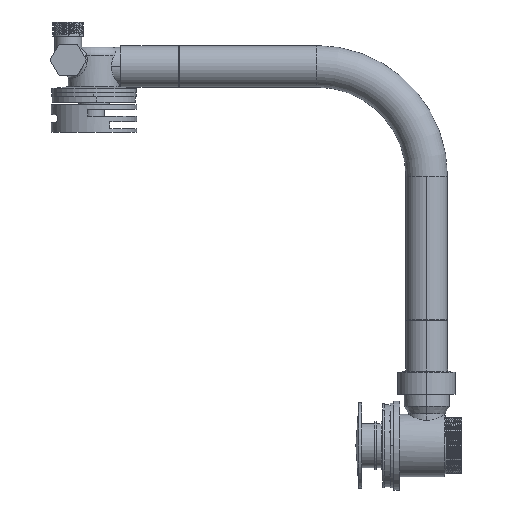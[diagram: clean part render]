
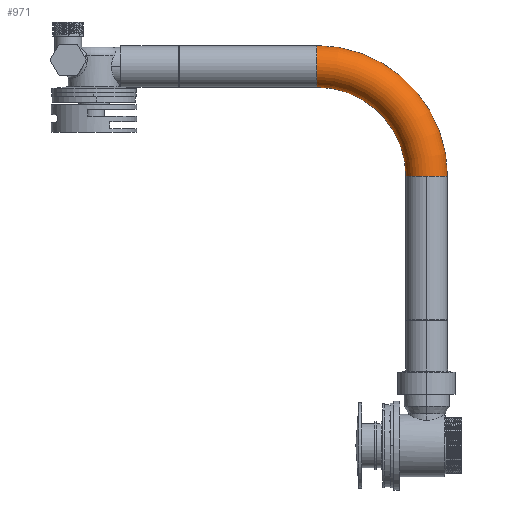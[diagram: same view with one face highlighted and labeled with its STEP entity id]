
A CAD part, left-side view. The second image highlights one B-rep face of the part: STEP entity #971.
In plain terms, the highlighted toroidal (fillet/blend) face has major radius 90 mm and minor radius 17 mm.
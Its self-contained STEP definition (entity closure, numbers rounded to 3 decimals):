
#910 = EDGE_CURVE ( 'NONE', #17091, #42043, #37831, .T. ) ;
#971 = ADVANCED_FACE ( 'NONE', ( #7638 ), #23162, .T. ) ;
#3671 = AXIS2_PLACEMENT_3D ( 'NONE', #32080, #8416, #4486 ) ;
#3720 = ORIENTED_EDGE ( 'NONE', *, *, #18869, .T. ) ;
#4486 = DIRECTION ( 'NONE',  ( 0., 0., -1. ) ) ;
#5001 = DIRECTION ( 'NONE',  ( 1., 0., 0. ) ) ;
#5063 = AXIS2_PLACEMENT_3D ( 'NONE', #29385, #11852, #42756 ) ;
#7126 = VERTEX_POINT ( 'NONE', #26383 ) ;
#7638 = FACE_OUTER_BOUND ( 'NONE', #40270, .T. ) ;
#8138 = ORIENTED_EDGE ( 'NONE', *, *, #29138, .T. ) ;
#8328 = CARTESIAN_POINT ( 'NONE',  ( 0., -160., -17. ) ) ;
#8416 = DIRECTION ( 'NONE',  ( 1., 0., 0. ) ) ;
#8915 = EDGE_CURVE ( 'NONE', #16011, #17091, #16274, .T. ) ;
#10681 = EDGE_CURVE ( 'NONE', #22644, #7126, #26118, .T. ) ;
#11852 = DIRECTION ( 'NONE',  ( 0., 1., 0. ) ) ;
#16011 = VERTEX_POINT ( 'NONE', #8328 ) ;
#16274 = CIRCLE ( 'NONE', #5063, 17. ) ;
#16290 = CIRCLE ( 'NONE', #3671, 73. ) ;
#16340 = AXIS2_PLACEMENT_3D ( 'NONE', #41149, #37852, #21213 ) ;
#17091 = VERTEX_POINT ( 'NONE', #20320 ) ;
#18375 = DIRECTION ( 'NONE',  ( 0., 0., -1. ) ) ;
#18869 = EDGE_CURVE ( 'NONE', #7126, #42043, #27173, .T. ) ;
#20320 = CARTESIAN_POINT ( 'NONE',  ( 0., -160., 17. ) ) ;
#21213 = DIRECTION ( 'NONE',  ( 0., -1., 0. ) ) ;
#22644 = VERTEX_POINT ( 'NONE', #39827 ) ;
#23162 = TOROIDAL_SURFACE ( 'NONE', #39960, 90., 17. ) ;
#23413 = CARTESIAN_POINT ( 'NONE',  ( 0., -267., -90. ) ) ;
#23841 = AXIS2_PLACEMENT_3D ( 'NONE', #31298, #38101, #41399 ) ;
#24525 = CARTESIAN_POINT ( 'NONE',  ( 0., -160., -90. ) ) ;
#24969 = DIRECTION ( 'NONE',  ( 0., -1., 0. ) ) ;
#26118 = CIRCLE ( 'NONE', #16340, 17. ) ;
#26383 = CARTESIAN_POINT ( 'NONE',  ( -17., -250., -90. ) ) ;
#26684 = ORIENTED_EDGE ( 'NONE', *, *, #8915, .F. ) ;
#27173 = CIRCLE ( 'NONE', #32741, 17. ) ;
#27688 = ORIENTED_EDGE ( 'NONE', *, *, #10681, .T. ) ;
#28694 = DIRECTION ( 'NONE',  ( 0., 0., 1. ) ) ;
#29138 = EDGE_CURVE ( 'NONE', #16011, #22644, #16290, .T. ) ;
#29385 = CARTESIAN_POINT ( 'NONE',  ( 0., -160., 0. ) ) ;
#31298 = CARTESIAN_POINT ( 'NONE',  ( 0., -160., -90. ) ) ;
#32080 = CARTESIAN_POINT ( 'NONE',  ( 0., -160., -90. ) ) ;
#32741 = AXIS2_PLACEMENT_3D ( 'NONE', #41635, #28694, #24969 ) ;
#37831 = CIRCLE ( 'NONE', #23841, 107. ) ;
#37852 = DIRECTION ( 'NONE',  ( 0., 0., 1. ) ) ;
#38101 = DIRECTION ( 'NONE',  ( 1., 0., 0. ) ) ;
#39827 = CARTESIAN_POINT ( 'NONE',  ( 0., -233., -90. ) ) ;
#39960 = AXIS2_PLACEMENT_3D ( 'NONE', #24525, #5001, #18375 ) ;
#40270 = EDGE_LOOP ( 'NONE', ( #42367, #26684, #8138, #27688, #3720 ) ) ;
#41149 = CARTESIAN_POINT ( 'NONE',  ( 0., -250., -90. ) ) ;
#41399 = DIRECTION ( 'NONE',  ( 0., 0., -1. ) ) ;
#41635 = CARTESIAN_POINT ( 'NONE',  ( 0., -250., -90. ) ) ;
#42043 = VERTEX_POINT ( 'NONE', #23413 ) ;
#42367 = ORIENTED_EDGE ( 'NONE', *, *, #910, .F. ) ;
#42756 = DIRECTION ( 'NONE',  ( 0., 0., 1. ) ) ;
